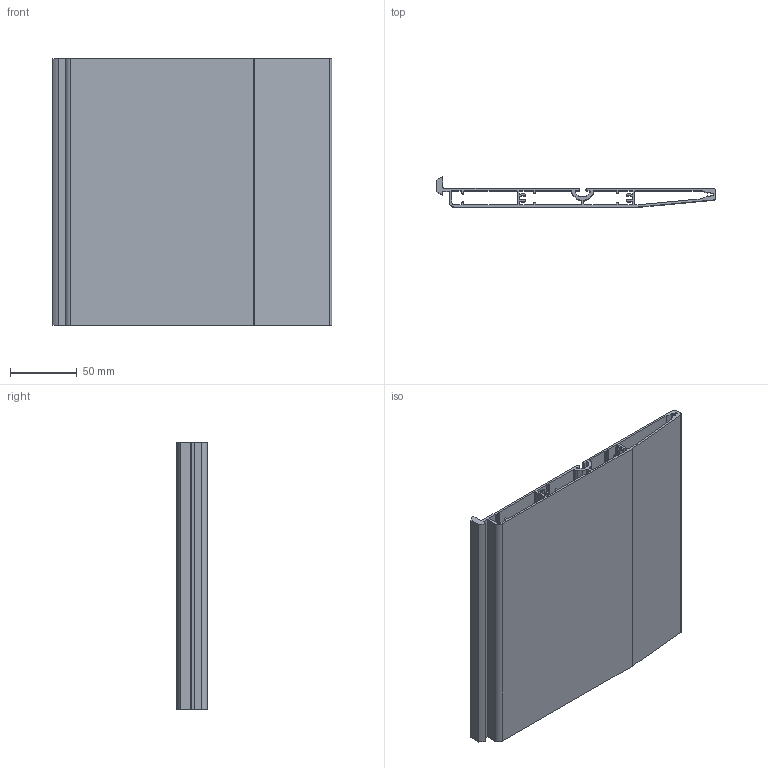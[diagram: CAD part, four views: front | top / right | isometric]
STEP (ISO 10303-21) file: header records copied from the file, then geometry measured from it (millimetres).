
FILE_DESCRIPTION(/* description */ ('KriTec Regalbodenprofil 8 200'),/* implementation_level */ '2;1');
FILE_NAME(/* name */ '10477_KriTec Regalbodenprofil 8 200.stp',/* time_stamp */ '2020-04-17T08:36:29+02:00',/* author */ ('Nell'),/* organization */ (''),/* preprocessor_version */ 'ST-DEVELOPER v17',/* originating_system */ 'Autodesk Inventor 2018',/* authorisation */ '');
FILE_SCHEMA (('AUTOMOTIVE_DESIGN { 1 0 10303 214 3 1 1 }'));
Length unit declared in the file: millimetre
Products named in the file (1): 10477 -200
Bounding box: 210 x 22.9 x 200 mm (x, y, z)
Volume: 185164.3 mm3; surface area: 198854.2 mm2
Topology: 1 solids, 1 shells, 203 faces, 603 edges, 402 vertices
Faces by surface type: cylinder 124, plane 79
Entity records: 6960 total; most frequent: DIRECTION 1259, CARTESIAN_POINT 1209, ORIENTED_EDGE 1206, EDGE_CURVE 603, AXIS2_PLACEMENT_3D 452, VERTEX_POINT 402, LINE 355, VECTOR 355
